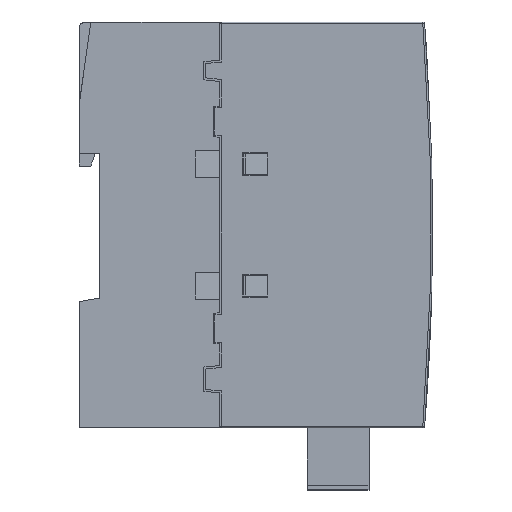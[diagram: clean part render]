
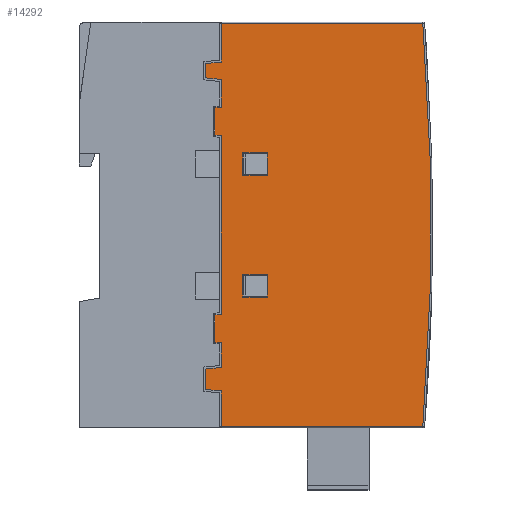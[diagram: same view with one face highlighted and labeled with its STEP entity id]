
A CAD part, left-side view. The second image highlights one B-rep face of the part: STEP entity #14292.
In plain terms, the highlighted planar face has unit normal (-1, 0, 0).
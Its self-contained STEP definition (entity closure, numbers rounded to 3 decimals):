
#13793=FACE_BOUND('',#19228,.T.);
#13794=FACE_BOUND('',#19229,.T.);
#13795=FACE_BOUND('',#19230,.T.);
#14292=ADVANCED_FACE('NONE',(#13793,#13794,#13795),#15972,.F.);
#15972=PLANE('',#48141);
#19228=EDGE_LOOP('',(#23378,#23379,#23380,#23381,#23382,#23383,#23384,#23385,
#23386,#23387,#23388,#23389,#23390,#23391,#23392,#23393,#23394,#23395,#23396,
#23397));
#19229=EDGE_LOOP('',(#23398,#23399,#23400,#23401));
#19230=EDGE_LOOP('',(#23402,#23403,#23404,#23405));
#20701=CIRCLE('',#48140,614.6);
#23378=ORIENTED_EDGE('',*,*,#36133,.T.);
#23379=ORIENTED_EDGE('',*,*,#36134,.T.);
#23380=ORIENTED_EDGE('',*,*,#36135,.T.);
#23381=ORIENTED_EDGE('',*,*,#36136,.T.);
#23382=ORIENTED_EDGE('',*,*,#36137,.T.);
#23383=ORIENTED_EDGE('',*,*,#36138,.T.);
#23384=ORIENTED_EDGE('',*,*,#36139,.T.);
#23385=ORIENTED_EDGE('',*,*,#36140,.T.);
#23386=ORIENTED_EDGE('',*,*,#36141,.T.);
#23387=ORIENTED_EDGE('',*,*,#36142,.T.);
#23388=ORIENTED_EDGE('',*,*,#36143,.T.);
#23389=ORIENTED_EDGE('',*,*,#36144,.T.);
#23390=ORIENTED_EDGE('',*,*,#36145,.T.);
#23391=ORIENTED_EDGE('',*,*,#36146,.T.);
#23392=ORIENTED_EDGE('',*,*,#36147,.T.);
#23393=ORIENTED_EDGE('',*,*,#36148,.T.);
#23394=ORIENTED_EDGE('',*,*,#36149,.T.);
#23395=ORIENTED_EDGE('',*,*,#36150,.T.);
#23396=ORIENTED_EDGE('',*,*,#36151,.T.);
#23397=ORIENTED_EDGE('',*,*,#36152,.T.);
#23398=ORIENTED_EDGE('',*,*,#36153,.T.);
#23399=ORIENTED_EDGE('',*,*,#35611,.T.);
#23400=ORIENTED_EDGE('',*,*,#36154,.T.);
#23401=ORIENTED_EDGE('',*,*,#36155,.T.);
#23402=ORIENTED_EDGE('',*,*,#36156,.T.);
#23403=ORIENTED_EDGE('',*,*,#35627,.T.);
#23404=ORIENTED_EDGE('',*,*,#36157,.T.);
#23405=ORIENTED_EDGE('',*,*,#36158,.T.);
#31475=VERTEX_POINT('',#60232);
#31476=VERTEX_POINT('',#60234);
#31489=VERTEX_POINT('',#60264);
#31490=VERTEX_POINT('',#60266);
#31872=VERTEX_POINT('',#61203);
#31873=VERTEX_POINT('',#61204);
#31874=VERTEX_POINT('',#61206);
#31875=VERTEX_POINT('',#61208);
#31876=VERTEX_POINT('',#61210);
#31877=VERTEX_POINT('',#61212);
#31878=VERTEX_POINT('',#61214);
#31879=VERTEX_POINT('',#61216);
#31880=VERTEX_POINT('',#61218);
#31881=VERTEX_POINT('',#61220);
#31882=VERTEX_POINT('',#61222);
#31883=VERTEX_POINT('',#61224);
#31884=VERTEX_POINT('',#61226);
#31885=VERTEX_POINT('',#61228);
#31886=VERTEX_POINT('',#61230);
#31887=VERTEX_POINT('',#61232);
#31888=VERTEX_POINT('',#61234);
#31889=VERTEX_POINT('',#61236);
#31890=VERTEX_POINT('',#61238);
#31891=VERTEX_POINT('',#61240);
#31892=VERTEX_POINT('',#61243);
#31893=VERTEX_POINT('',#61245);
#31894=VERTEX_POINT('',#61248);
#31895=VERTEX_POINT('',#61250);
#35611=EDGE_CURVE('NONE',#31476,#31475,#40871,.T.);
#35627=EDGE_CURVE('NONE',#31490,#31489,#40887,.T.);
#36133=EDGE_CURVE('NONE',#31872,#31873,#41369,.T.);
#36134=EDGE_CURVE('NONE',#31873,#31874,#41370,.T.);
#36135=EDGE_CURVE('NONE',#31874,#31875,#20701,.T.);
#36136=EDGE_CURVE('NONE',#31875,#31876,#41371,.T.);
#36137=EDGE_CURVE('NONE',#31876,#31877,#41372,.T.);
#36138=EDGE_CURVE('NONE',#31877,#31878,#41373,.T.);
#36139=EDGE_CURVE('NONE',#31878,#31879,#41374,.T.);
#36140=EDGE_CURVE('NONE',#31879,#31880,#41375,.T.);
#36141=EDGE_CURVE('NONE',#31880,#31881,#41376,.T.);
#36142=EDGE_CURVE('NONE',#31881,#31882,#41377,.T.);
#36143=EDGE_CURVE('NONE',#31882,#31883,#41378,.T.);
#36144=EDGE_CURVE('NONE',#31883,#31884,#41379,.T.);
#36145=EDGE_CURVE('NONE',#31884,#31885,#41380,.T.);
#36146=EDGE_CURVE('NONE',#31885,#31886,#41381,.T.);
#36147=EDGE_CURVE('NONE',#31886,#31887,#41382,.T.);
#36148=EDGE_CURVE('NONE',#31887,#31888,#41383,.T.);
#36149=EDGE_CURVE('NONE',#31888,#31889,#41384,.T.);
#36150=EDGE_CURVE('NONE',#31889,#31890,#41385,.T.);
#36151=EDGE_CURVE('NONE',#31890,#31891,#41386,.T.);
#36152=EDGE_CURVE('NONE',#31891,#31872,#41387,.T.);
#36153=EDGE_CURVE('NONE',#31892,#31476,#41388,.T.);
#36154=EDGE_CURVE('NONE',#31475,#31893,#41389,.T.);
#36155=EDGE_CURVE('NONE',#31893,#31892,#41390,.T.);
#36156=EDGE_CURVE('NONE',#31894,#31490,#41391,.T.);
#36157=EDGE_CURVE('NONE',#31489,#31895,#41392,.T.);
#36158=EDGE_CURVE('NONE',#31895,#31894,#41393,.T.);
#40871=LINE('',#60233,#44942);
#40887=LINE('',#60265,#44958);
#41369=LINE('',#61202,#45440);
#41370=LINE('',#61205,#45441);
#41371=LINE('',#61209,#45442);
#41372=LINE('',#61211,#45443);
#41373=LINE('',#61213,#45444);
#41374=LINE('',#61215,#45445);
#41375=LINE('',#61217,#45446);
#41376=LINE('',#61219,#45447);
#41377=LINE('',#61221,#45448);
#41378=LINE('',#61223,#45449);
#41379=LINE('',#61225,#45450);
#41380=LINE('',#61227,#45451);
#41381=LINE('',#61229,#45452);
#41382=LINE('',#61231,#45453);
#41383=LINE('',#61233,#45454);
#41384=LINE('',#61235,#45455);
#41385=LINE('',#61237,#45456);
#41386=LINE('',#61239,#45457);
#41387=LINE('',#61241,#45458);
#41388=LINE('',#61242,#45459);
#41389=LINE('',#61244,#45460);
#41390=LINE('',#61246,#45461);
#41391=LINE('',#61247,#45462);
#41392=LINE('',#61249,#45463);
#41393=LINE('',#61251,#45464);
#44942=VECTOR('',#51637,1.);
#44958=VECTOR('',#51657,1.);
#45440=VECTOR('',#52253,1.);
#45441=VECTOR('',#52254,1.);
#45442=VECTOR('',#52257,1.);
#45443=VECTOR('',#52258,1.);
#45444=VECTOR('',#52259,1.);
#45445=VECTOR('',#52260,1.);
#45446=VECTOR('',#52261,1.);
#45447=VECTOR('',#52262,1.);
#45448=VECTOR('',#52263,1.);
#45449=VECTOR('',#52264,1.);
#45450=VECTOR('',#52265,1.);
#45451=VECTOR('',#52266,1.);
#45452=VECTOR('',#52267,1.);
#45453=VECTOR('',#52268,1.);
#45454=VECTOR('',#52269,1.);
#45455=VECTOR('',#52270,1.);
#45456=VECTOR('',#52271,1.);
#45457=VECTOR('',#52272,1.);
#45458=VECTOR('',#52273,1.);
#45459=VECTOR('',#52274,1.);
#45460=VECTOR('',#52275,1.);
#45461=VECTOR('',#52276,1.);
#45462=VECTOR('',#52277,1.);
#45463=VECTOR('',#52278,1.);
#45464=VECTOR('',#52279,1.);
#48140=AXIS2_PLACEMENT_3D('',#61207,#52255,#52256);
#48141=AXIS2_PLACEMENT_3D('',#61252,#52280,#52281);
#51637=DIRECTION('',(0.,-1.,0.));
#51657=DIRECTION('',(0.,-1.,0.));
#52253=DIRECTION('',(0.,-1.,0.));
#52254=DIRECTION('',(0.,0.,1.));
#52255=DIRECTION('',(-1.,0.,0.));
#52256=DIRECTION('',(0.,0.,-1.));
#52257=DIRECTION('',(0.,0.,-1.));
#52258=DIRECTION('',(0.,-1.,0.));
#52259=DIRECTION('',(0.,-0.101,-0.995));
#52260=DIRECTION('',(0.,-1.,0.));
#52261=DIRECTION('',(0.,-0.101,0.995));
#52262=DIRECTION('',(0.,-1.,0.));
#52263=DIRECTION('',(0.,-0.017,-1.));
#52264=DIRECTION('',(0.,-1.,0.));
#52265=DIRECTION('',(0.,-0.087,0.996));
#52266=DIRECTION('',(0.,-1.,0.));
#52267=DIRECTION('',(0.,-0.087,-0.996));
#52268=DIRECTION('',(0.,-1.,0.));
#52269=DIRECTION('',(0.,-0.017,1.));
#52270=DIRECTION('',(0.,-1.,0.));
#52271=DIRECTION('',(0.,-0.101,-0.995));
#52272=DIRECTION('',(0.,-1.,0.));
#52273=DIRECTION('',(0.,-0.101,0.995));
#52274=DIRECTION('',(0.,0.,1.));
#52275=DIRECTION('',(0.,0.,-1.));
#52276=DIRECTION('',(0.,1.,0.));
#52277=DIRECTION('',(0.,0.,1.));
#52278=DIRECTION('',(0.,0.,-1.));
#52279=DIRECTION('',(0.,1.,0.));
#52280=DIRECTION('',(1.,0.,0.));
#52281=DIRECTION('',(0.,1.,0.));
#60232=CARTESIAN_POINT('',(-22.5,-17.75,11.3));
#60233=CARTESIAN_POINT('',(-22.5,-49.6,11.3));
#60234=CARTESIAN_POINT('',(-22.5,-12.25,11.3));
#60264=CARTESIAN_POINT('',(-22.5,12.25,11.3));
#60265=CARTESIAN_POINT('',(-22.5,-49.6,11.3));
#60266=CARTESIAN_POINT('',(-22.5,17.75,11.3));
#61202=CARTESIAN_POINT('',(-22.5,-49.6,0.));
#61203=CARTESIAN_POINT('',(-22.5,-40.903,0.));
#61204=CARTESIAN_POINT('',(-22.5,-49.6,0.));
#61205=CARTESIAN_POINT('',(-22.5,-49.6,50.));
#61206=CARTESIAN_POINT('',(-22.5,-49.6,49.631));
#61207=CARTESIAN_POINT('',(-22.5,0.,-562.964));
#61208=CARTESIAN_POINT('',(-22.5,49.6,49.631));
#61209=CARTESIAN_POINT('',(-22.5,49.6,0.));
#61210=CARTESIAN_POINT('',(-22.5,49.6,0.));
#61211=CARTESIAN_POINT('',(-22.5,-49.6,0.));
#61212=CARTESIAN_POINT('',(-22.5,40.153,0.));
#61213=CARTESIAN_POINT('',(-22.5,35.786,-43.226));
#61214=CARTESIAN_POINT('',(-22.5,39.759,-3.9));
#61215=CARTESIAN_POINT('',(-22.5,-49.6,-3.9));
#61216=CARTESIAN_POINT('',(-22.5,36.241,-3.9));
#61217=CARTESIAN_POINT('',(-22.5,38.444,-25.705));
#61218=CARTESIAN_POINT('',(-22.5,35.847,0.));
#61219=CARTESIAN_POINT('',(-22.5,-49.6,0.));
#61220=CARTESIAN_POINT('',(-22.5,29.,0.));
#61221=CARTESIAN_POINT('',(-22.5,28.372,-35.961));
#61222=CARTESIAN_POINT('',(-22.5,28.972,-1.6));
#61223=CARTESIAN_POINT('',(-22.5,-49.6,-1.6));
#61224=CARTESIAN_POINT('',(-22.5,22.14,-1.6));
#61225=CARTESIAN_POINT('',(-22.5,24.46,-28.121));
#61226=CARTESIAN_POINT('',(-22.5,22.,0.));
#61227=CARTESIAN_POINT('',(-22.5,-49.6,0.));
#61228=CARTESIAN_POINT('',(-22.5,-22.,0.));
#61229=CARTESIAN_POINT('',(-22.5,-25.214,-36.734));
#61230=CARTESIAN_POINT('',(-22.5,-22.14,-1.6));
#61231=CARTESIAN_POINT('',(-22.5,-49.6,-1.6));
#61232=CARTESIAN_POINT('',(-22.5,-28.972,-1.6));
#61233=CARTESIAN_POINT('',(-22.5,-28.403,-34.23));
#61234=CARTESIAN_POINT('',(-22.5,-29.,0.));
#61235=CARTESIAN_POINT('',(-22.5,-49.6,0.));
#61236=CARTESIAN_POINT('',(-22.5,-35.097,0.));
#61237=CARTESIAN_POINT('',(-22.5,-38.704,-35.701));
#61238=CARTESIAN_POINT('',(-22.5,-35.491,-3.9));
#61239=CARTESIAN_POINT('',(-22.5,-49.6,-3.9));
#61240=CARTESIAN_POINT('',(-22.5,-40.509,-3.9));
#61241=CARTESIAN_POINT('',(-22.5,-37.53,-33.381));
#61242=CARTESIAN_POINT('',(-22.5,-12.25,-34.6));
#61243=CARTESIAN_POINT('',(-22.5,-12.25,5.3));
#61244=CARTESIAN_POINT('',(-22.5,-17.75,-34.6));
#61245=CARTESIAN_POINT('',(-22.5,-17.75,5.3));
#61246=CARTESIAN_POINT('',(-22.5,-49.6,5.3));
#61247=CARTESIAN_POINT('',(-22.5,17.75,-34.6));
#61248=CARTESIAN_POINT('',(-22.5,17.75,5.3));
#61249=CARTESIAN_POINT('',(-22.5,12.25,-34.6));
#61250=CARTESIAN_POINT('',(-22.5,12.25,5.3));
#61251=CARTESIAN_POINT('',(-22.5,-49.6,5.3));
#61252=CARTESIAN_POINT('',(-22.5,-49.6,-34.6));
